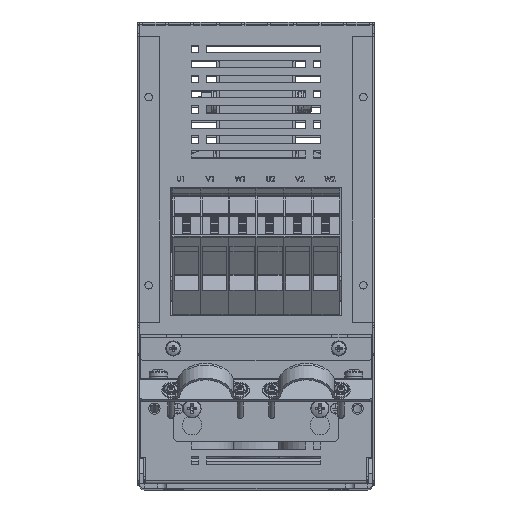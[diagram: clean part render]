
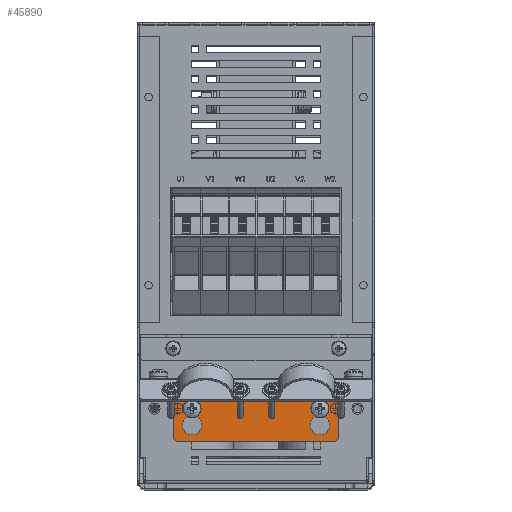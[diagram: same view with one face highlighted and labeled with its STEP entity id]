
A CAD part, top view. The second image highlights one B-rep face of the part: STEP entity #45890.
In plain terms, the highlighted face is planar.
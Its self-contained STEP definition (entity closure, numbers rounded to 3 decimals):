
#1587 = CARTESIAN_POINT ( 'NONE',  ( -45.6, -25.287, 23.248 ) ) ;
#3228 = DIRECTION ( 'NONE',  ( 0., 0., 1. ) ) ;
#3291 = EDGE_CURVE ( 'NONE', #114955, #102795, #22854, .T. ) ;
#4542 = DIRECTION ( 'NONE',  ( 1., 0., 0. ) ) ;
#5952 = EDGE_CURVE ( 'NONE', #80544, #75941, #91538, .T. ) ;
#6018 = VECTOR ( 'NONE', #13541, 1000. ) ;
#7670 = CARTESIAN_POINT ( 'NONE',  ( -45.6, -20., 23.248 ) ) ;
#10474 = LINE ( 'NONE', #117748, #59850 ) ;
#11172 = CARTESIAN_POINT ( 'NONE',  ( 53., -42., 23.248 ) ) ;
#11649 = ORIENTED_EDGE ( 'NONE', *, *, #97084, .T. ) ;
#12084 = CARTESIAN_POINT ( 'NONE',  ( 55., 28.6, 23.248 ) ) ;
#13541 = DIRECTION ( 'NONE',  ( -1., 0., 0. ) ) ;
#13854 = DIRECTION ( 'NONE',  ( 0., 0., 1. ) ) ;
#14445 = CARTESIAN_POINT ( 'NONE',  ( 53., -42., 23.248 ) ) ;
#15003 = EDGE_CURVE ( 'NONE', #35862, #63531, #104894, .T. ) ;
#15016 = VERTEX_POINT ( 'NONE', #114859 ) ;
#17875 = ORIENTED_EDGE ( 'NONE', *, *, #35255, .T. ) ;
#21927 = VERTEX_POINT ( 'NONE', #84681 ) ;
#22152 = EDGE_LOOP ( 'NONE', ( #77408, #56788, #116368, #121958, #34366, #32955 ) ) ;
#22854 = LINE ( 'NONE', #14445, #124659 ) ;
#30456 = DIRECTION ( 'NONE',  ( 0.707, 0.707, 0. ) ) ;
#30560 = VECTOR ( 'NONE', #59503, 1000. ) ;
#30759 = DIRECTION ( 'NONE',  ( 0.707, -0.707, 0. ) ) ;
#30793 = EDGE_CURVE ( 'NONE', #75941, #21927, #110998, .T. ) ;
#31247 = EDGE_LOOP ( 'NONE', ( #32990, #104319, #72549, #47854 ) ) ;
#32097 = CARTESIAN_POINT ( 'NONE',  ( 45.6, -25.287, 23.248 ) ) ;
#32955 = ORIENTED_EDGE ( 'NONE', *, *, #89269, .F. ) ;
#32990 = ORIENTED_EDGE ( 'NONE', *, *, #15003, .T. ) ;
#33445 = ORIENTED_EDGE ( 'NONE', *, *, #38007, .T. ) ;
#33768 = CARTESIAN_POINT ( 'NONE',  ( -42.5, -31., 23.248 ) ) ;
#33800 = VERTEX_POINT ( 'NONE', #77286 ) ;
#34366 = ORIENTED_EDGE ( 'NONE', *, *, #110251, .F. ) ;
#35255 = EDGE_CURVE ( 'NONE', #90048, #67638, #52419, .T. ) ;
#35862 = VERTEX_POINT ( 'NONE', #62141 ) ;
#37005 = CARTESIAN_POINT ( 'NONE',  ( 0., 21.848, 23.248 ) ) ;
#37429 = AXIS2_PLACEMENT_3D ( 'NONE', #53536, #122527, #63448 ) ;
#38007 = EDGE_CURVE ( 'NONE', #103351, #15016, #95762, .T. ) ;
#40388 = CARTESIAN_POINT ( 'NONE',  ( 53., -42., 23.248 ) ) ;
#43135 = EDGE_CURVE ( 'NONE', #33800, #35862, #89925, .T. ) ;
#43686 = DIRECTION ( 'NONE',  ( 0., -1., 0. ) ) ;
#44398 = ORIENTED_EDGE ( 'NONE', *, *, #97425, .T. ) ;
#45890 = ADVANCED_FACE ( 'NONE', ( #73315, #122625, #47089 ), #96012, .F. ) ;
#46934 = DIRECTION ( 'NONE',  ( 0., 0., 1. ) ) ;
#47089 = FACE_BOUND ( 'NONE', #31247, .T. ) ;
#47854 = ORIENTED_EDGE ( 'NONE', *, *, #43135, .T. ) ;
#49651 = CARTESIAN_POINT ( 'NONE',  ( 45.6, -25.287, 23.248 ) ) ;
#49949 = EDGE_CURVE ( 'NONE', #102795, #80544, #116561, .T. ) ;
#52010 = LINE ( 'NONE', #89867, #101379 ) ;
#52012 = AXIS2_PLACEMENT_3D ( 'NONE', #62291, #3228, #72280 ) ;
#52025 = VECTOR ( 'NONE', #116329, 1000. ) ;
#52419 = CIRCLE ( 'NONE', #52012, 3.1 ) ;
#53270 = CARTESIAN_POINT ( 'NONE',  ( -39.4, -25.287, 23.248 ) ) ;
#53536 = CARTESIAN_POINT ( 'NONE',  ( 42.5, -20., 23.248 ) ) ;
#53906 = CARTESIAN_POINT ( 'NONE',  ( 55., -2.1, 23.248 ) ) ;
#56788 = ORIENTED_EDGE ( 'NONE', *, *, #5952, .F. ) ;
#59503 = DIRECTION ( 'NONE',  ( 0., 1., 0. ) ) ;
#59850 = VECTOR ( 'NONE', #118159, 1000. ) ;
#62141 = CARTESIAN_POINT ( 'NONE',  ( 39.4, -20., 23.248 ) ) ;
#62291 = CARTESIAN_POINT ( 'NONE',  ( -42.5, -20., 23.248 ) ) ;
#62959 = LINE ( 'NONE', #49651, #30560 ) ;
#63448 = DIRECTION ( 'NONE',  ( 0., -1., 0. ) ) ;
#63531 = VERTEX_POINT ( 'NONE', #87658 ) ;
#64251 = LINE ( 'NONE', #53270, #87404 ) ;
#67638 = VERTEX_POINT ( 'NONE', #82086 ) ;
#68361 = VECTOR ( 'NONE', #81107, 1000. ) ;
#69257 = CARTESIAN_POINT ( 'NONE',  ( -55., -40., 23.248 ) ) ;
#70071 = CARTESIAN_POINT ( 'NONE',  ( -53., -42., 23.248 ) ) ;
#72280 = DIRECTION ( 'NONE',  ( 0., -1., 0. ) ) ;
#72549 = ORIENTED_EDGE ( 'NONE', *, *, #89294, .T. ) ;
#72978 = CARTESIAN_POINT ( 'NONE',  ( 42.5, -31., 23.248 ) ) ;
#73315 = FACE_OUTER_BOUND ( 'NONE', #22152, .T. ) ;
#74616 = CIRCLE ( 'NONE', #106817, 6.5 ) ;
#75592 = VECTOR ( 'NONE', #104525, 1000. ) ;
#75941 = VERTEX_POINT ( 'NONE', #53906 ) ;
#77286 = CARTESIAN_POINT ( 'NONE',  ( 45.6, -20., 23.248 ) ) ;
#77408 = ORIENTED_EDGE ( 'NONE', *, *, #30793, .F. ) ;
#78275 = LINE ( 'NONE', #7670, #52025 ) ;
#80544 = VERTEX_POINT ( 'NONE', #113730 ) ;
#81107 = DIRECTION ( 'NONE',  ( 0., 1., 0. ) ) ;
#82086 = CARTESIAN_POINT ( 'NONE',  ( -45.6, -20., 23.248 ) ) ;
#82885 = DIRECTION ( 'NONE',  ( 0., -1., 0. ) ) ;
#84681 = CARTESIAN_POINT ( 'NONE',  ( -55., -2.1, 23.248 ) ) ;
#85131 = CARTESIAN_POINT ( 'NONE',  ( 39.4, -20., 23.248 ) ) ;
#87404 = VECTOR ( 'NONE', #92535, 1000. ) ;
#87658 = CARTESIAN_POINT ( 'NONE',  ( 39.4, -25.287, 23.248 ) ) ;
#89269 = EDGE_CURVE ( 'NONE', #21927, #111455, #10474, .T. ) ;
#89294 = EDGE_CURVE ( 'NONE', #107177, #33800, #62959, .T. ) ;
#89867 = CARTESIAN_POINT ( 'NONE',  ( -55., -40., 23.248 ) ) ;
#89925 = CIRCLE ( 'NONE', #37429, 3.1 ) ;
#90048 = VERTEX_POINT ( 'NONE', #119270 ) ;
#91538 = LINE ( 'NONE', #12084, #68361 ) ;
#92473 = CARTESIAN_POINT ( 'NONE',  ( 0., -2.1, 23.248 ) ) ;
#92535 = DIRECTION ( 'NONE',  ( 0., 1., 0. ) ) ;
#95762 = CIRCLE ( 'NONE', #114683, 6.5 ) ;
#96012 = PLANE ( 'NONE',  #109604 ) ;
#97084 = EDGE_CURVE ( 'NONE', #67638, #103351, #78275, .T. ) ;
#97425 = EDGE_CURVE ( 'NONE', #15016, #90048, #64251, .T. ) ;
#101379 = VECTOR ( 'NONE', #30759, 1000. ) ;
#102728 = DIRECTION ( 'NONE',  ( 0., 0., 1. ) ) ;
#102795 = VERTEX_POINT ( 'NONE', #11172 ) ;
#103351 = VERTEX_POINT ( 'NONE', #1587 ) ;
#104319 = ORIENTED_EDGE ( 'NONE', *, *, #114697, .T. ) ;
#104525 = DIRECTION ( 'NONE',  ( 0., -1., 0. ) ) ;
#104894 = LINE ( 'NONE', #85131, #75592 ) ;
#106817 = AXIS2_PLACEMENT_3D ( 'NONE', #72978, #13854, #82885 ) ;
#107177 = VERTEX_POINT ( 'NONE', #32097 ) ;
#107298 = VECTOR ( 'NONE', #30456, 1000. ) ;
#109604 = AXIS2_PLACEMENT_3D ( 'NONE', #37005, #46934, #115879 ) ;
#110251 = EDGE_CURVE ( 'NONE', #111455, #114955, #52010, .T. ) ;
#110998 = LINE ( 'NONE', #92473, #6018 ) ;
#111455 = VERTEX_POINT ( 'NONE', #69257 ) ;
#113730 = CARTESIAN_POINT ( 'NONE',  ( 55., -40., 23.248 ) ) ;
#114683 = AXIS2_PLACEMENT_3D ( 'NONE', #33768, #102728, #43686 ) ;
#114697 = EDGE_CURVE ( 'NONE', #63531, #107177, #74616, .T. ) ;
#114859 = CARTESIAN_POINT ( 'NONE',  ( -39.4, -25.287, 23.248 ) ) ;
#114955 = VERTEX_POINT ( 'NONE', #70071 ) ;
#115879 = DIRECTION ( 'NONE',  ( 0., -1., 0. ) ) ;
#116329 = DIRECTION ( 'NONE',  ( 0., -1., 0. ) ) ;
#116368 = ORIENTED_EDGE ( 'NONE', *, *, #49949, .F. ) ;
#116561 = LINE ( 'NONE', #40388, #107298 ) ;
#117748 = CARTESIAN_POINT ( 'NONE',  ( -55., -40., 23.248 ) ) ;
#118159 = DIRECTION ( 'NONE',  ( 0., -1., 0. ) ) ;
#119270 = CARTESIAN_POINT ( 'NONE',  ( -39.4, -20., 23.248 ) ) ;
#121958 = ORIENTED_EDGE ( 'NONE', *, *, #3291, .F. ) ;
#122527 = DIRECTION ( 'NONE',  ( 0., 0., 1. ) ) ;
#122625 = FACE_BOUND ( 'NONE', #124783, .T. ) ;
#124659 = VECTOR ( 'NONE', #4542, 1000. ) ;
#124783 = EDGE_LOOP ( 'NONE', ( #11649, #33445, #44398, #17875 ) ) ;
